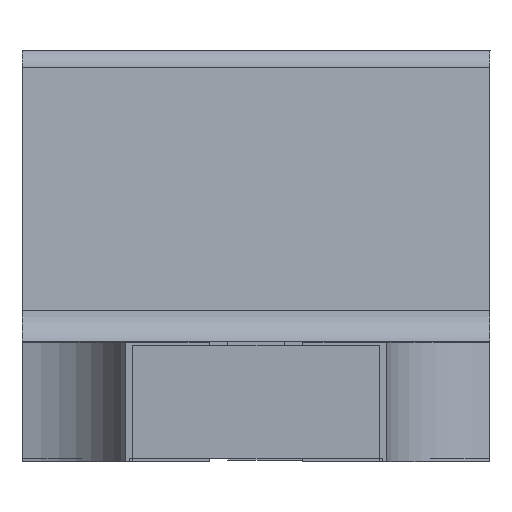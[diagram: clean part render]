
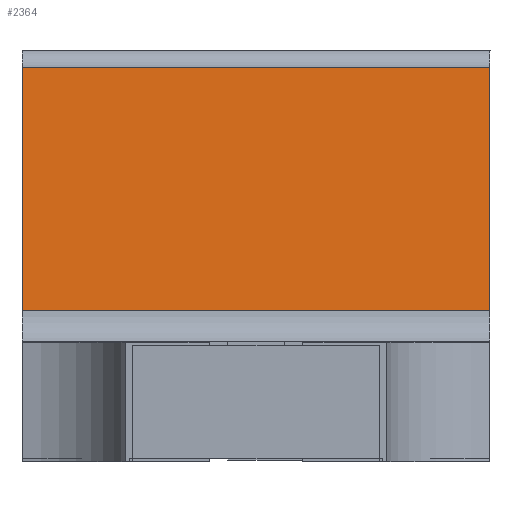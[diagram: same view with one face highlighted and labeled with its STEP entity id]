
A CAD part, front view. The second image highlights one B-rep face of the part: STEP entity #2364.
In plain terms, the highlighted planar face has unit normal (0, -0.998, 0.062).
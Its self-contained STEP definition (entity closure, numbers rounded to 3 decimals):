
#2307=CARTESIAN_POINT('',(-0.675,-0.604,-0.405));
#2308=VERTEX_POINT('',#2307);
#2316=CARTESIAN_POINT('',(0.575,-0.604,-0.405));
#2317=VERTEX_POINT('',#2316);
#2318=CARTESIAN_POINT('',(0.575,-0.604,-0.405));
#2319=DIRECTION('',(-1.,0.,0.));
#2320=VECTOR('',#2319,1.25);
#2321=LINE('',#2318,#2320);
#2322=EDGE_CURVE('',#2317,#2308,#2321,.T.);
#2334=CARTESIAN_POINT('',(0.575,-0.629,-0.806));
#2335=DIRECTION('',(0.,-0.998,0.062));
#2336=DIRECTION('',(0.,0.062,0.998));
#2337=AXIS2_PLACEMENT_3D('',#2334,#2335,#2336);
#2338=PLANE('',#2337);
#2339=ORIENTED_EDGE('',*,*,#2322,.T.);
#2340=CARTESIAN_POINT('',(-0.675,-0.644,-1.054));
#2341=VERTEX_POINT('',#2340);
#2342=CARTESIAN_POINT('',(-0.675,-0.644,-1.054));
#2343=DIRECTION('',(0.,0.062,0.998));
#2344=VECTOR('',#2343,0.651);
#2345=LINE('',#2342,#2344);
#2346=EDGE_CURVE('',#2341,#2308,#2345,.T.);
#2347=ORIENTED_EDGE('',*,*,#2346,.F.);
#2348=CARTESIAN_POINT('',(0.575,-0.644,-1.054));
#2349=VERTEX_POINT('',#2348);
#2350=CARTESIAN_POINT('',(0.575,-0.644,-1.054));
#2351=DIRECTION('',(-1.,0.,0.));
#2352=VECTOR('',#2351,1.25);
#2353=LINE('',#2350,#2352);
#2354=EDGE_CURVE('',#2349,#2341,#2353,.T.);
#2355=ORIENTED_EDGE('',*,*,#2354,.F.);
#2356=CARTESIAN_POINT('',(0.575,-0.644,-1.054));
#2357=DIRECTION('',(0.,0.062,0.998));
#2358=VECTOR('',#2357,0.651);
#2359=LINE('',#2356,#2358);
#2360=EDGE_CURVE('',#2349,#2317,#2359,.T.);
#2361=ORIENTED_EDGE('',*,*,#2360,.T.);
#2362=EDGE_LOOP('',(#2339,#2347,#2355,#2361));
#2363=FACE_BOUND('',#2362,.T.);
#2364=ADVANCED_FACE('',(#2363),#2338,.T.);
